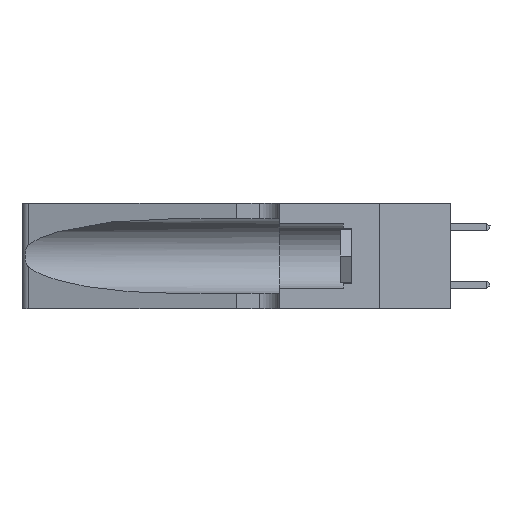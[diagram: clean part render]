
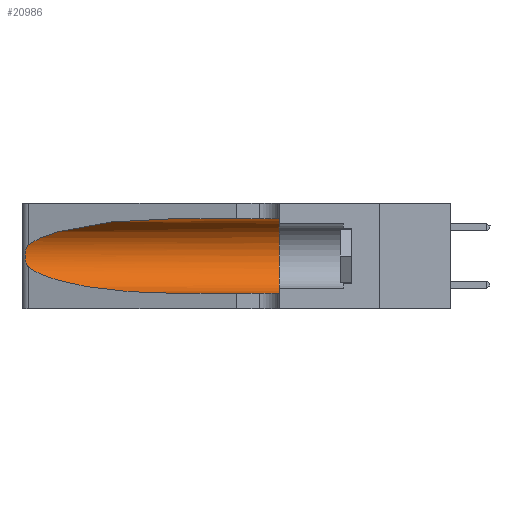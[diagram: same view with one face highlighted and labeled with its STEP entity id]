
A CAD part, left-side view. The second image highlights one B-rep face of the part: STEP entity #20986.
In plain terms, the highlighted cylindrical face has radius 3.308 mm (diameter 6.617 mm), a partial arc.
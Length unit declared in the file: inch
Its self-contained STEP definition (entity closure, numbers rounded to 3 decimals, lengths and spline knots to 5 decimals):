
#190 =( BOUNDED_CURVE ( )  B_SPLINE_CURVE ( 3, ( #22885, #9192, #17180, #20843 ),
 .UNSPECIFIED., .F., .F. ) 
 B_SPLINE_CURVE_WITH_KNOTS ( ( 4, 4 ),
 ( 3.44316, 4.71239 ),
 .UNSPECIFIED. ) 
 CURVE ( )  GEOMETRIC_REPRESENTATION_ITEM ( )  RATIONAL_B_SPLINE_CURVE ( ( 1., 0.87, 0.87, 1. ) ) 
 REPRESENTATION_ITEM ( '' )  );
#313 = CARTESIAN_POINT ( 'NONE',  ( 0.1305, 1.61858, 0.05475 ) ) ;
#387 = CARTESIAN_POINT ( 'NONE',  ( 0.25487, 1.22718, 0.22369 ) ) ;
#1276 = CARTESIAN_POINT ( 'NONE',  ( 0.25487, 1.22718, 0.14631 ) ) ;
#1540 = CARTESIAN_POINT ( 'NONE',  ( 0.1305, 0.35, 0.31525 ) ) ;
#1599 = CARTESIAN_POINT ( 'NONE',  ( 0.25789, 1.23486, 0.15765 ) ) ;
#1850 = CARTESIAN_POINT ( 'NONE',  ( 0.25487, 1.22718, 0.14631 ) ) ;
#1944 = DIRECTION ( 'NONE',  ( 0., -1., 0. ) ) ;
#2634 = VERTEX_POINT ( 'NONE', #3068 ) ;
#3044 = DIRECTION ( 'NONE',  ( 0., 0., 1. ) ) ;
#3068 = CARTESIAN_POINT ( 'NONE',  ( 0.1305, 0.72297, 0.31525 ) ) ;
#3292 = ORIENTED_EDGE ( 'NONE', *, *, #24904, .T. ) ;
#3631 = AXIS2_PLACEMENT_3D ( 'NONE', #20554, #18295, #24435 ) ;
#3647 = LINE ( 'NONE', #14215, #18731 ) ;
#3699 = CARTESIAN_POINT ( 'NONE',  ( 0.25854, 1.2359, 0.20912 ) ) ;
#4514 = VERTEX_POINT ( 'NONE', #10517 ) ;
#5153 = DIRECTION ( 'NONE',  ( 0., -1., 0. ) ) ;
#5285 = ORIENTED_EDGE ( 'NONE', *, *, #15341, .T. ) ;
#6763 = CARTESIAN_POINT ( 'NONE',  ( 0.1305, 0.35, 0.185 ) ) ;
#6840 = EDGE_CURVE ( 'NONE', #8901, #4514, #190, .T. ) ;
#7021 = ORIENTED_EDGE ( 'NONE', *, *, #25983, .F. ) ;
#7462 = FACE_OUTER_BOUND ( 'NONE', #16468, .T. ) ;
#7603 = CARTESIAN_POINT ( 'NONE',  ( 0.25639, 1.23184, 0.21858 ) ) ;
#8348 = CARTESIAN_POINT ( 'NONE',  ( 0.1305, 0.72297, 0.31525 ) ) ;
#8901 = VERTEX_POINT ( 'NONE', #1276 ) ;
#9192 = CARTESIAN_POINT ( 'NONE',  ( 0.2373, 1.15595, 0.08982 ) ) ;
#9499 = CARTESIAN_POINT ( 'NONE',  ( 0.26017, 1.23833, 0.17102 ) ) ;
#9764 = CARTESIAN_POINT ( 'NONE',  ( 0.25639, 1.23186, 0.15144 ) ) ;
#10406 = CARTESIAN_POINT ( 'NONE',  ( 0.18966, 0.96281, 0.31525 ) ) ;
#10517 = CARTESIAN_POINT ( 'NONE',  ( 0.1305, 0.72297, 0.05475 ) ) ;
#10864 = CARTESIAN_POINT ( 'NONE',  ( 0.25487, 1.22718, 0.22369 ) ) ;
#11602 = CARTESIAN_POINT ( 'NONE',  ( 0.26075, 1.23896, 0.19203 ) ) ;
#11978 = LINE ( 'NONE', #313, #15125 ) ;
#11985 = ORIENTED_EDGE ( 'NONE', *, *, #6840, .T. ) ;
#12175 = VERTEX_POINT ( 'NONE', #10864 ) ;
#12448 = CARTESIAN_POINT ( 'NONE',  ( 0.2373, 1.15595, 0.28018 ) ) ;
#12697 = CYLINDRICAL_SURFACE ( 'NONE', #3631, 0.13025 ) ;
#13620 = CARTESIAN_POINT ( 'NONE',  ( 0.26075, 1.23896, 0.178 ) ) ;
#13889 = CARTESIAN_POINT ( 'NONE',  ( 0.26018, 1.23835, 0.19895 ) ) ;
#14215 = CARTESIAN_POINT ( 'NONE',  ( 0.1305, 1.61858, 0.31525 ) ) ;
#14605 = VERTEX_POINT ( 'NONE', #1540 ) ;
#15125 = VECTOR ( 'NONE', #5153, 39.37008 ) ;
#15341 = EDGE_CURVE ( 'NONE', #4514, #15368, #11978, .T. ) ;
#15368 = VERTEX_POINT ( 'NONE', #25467 ) ;
#15658 = CARTESIAN_POINT ( 'NONE',  ( 0.25555, 1.22993, 0.14849 ) ) ;
#16143 = B_SPLINE_CURVE_WITH_KNOTS ( 'NONE', 3,
 ( #23734, #25937, #7603, #21614, #3699, #13889, #11602, #13620, #9499, #21807, #1599, #9764, #15658, #1850 ),
 .UNSPECIFIED., .F., .F.,
 ( 4, 2, 2, 2, 2, 2, 4 ),
 ( 0., 0.00027, 0.00053, 0.00107, 0.0016, 0.00187, 0.00214 ),
 .UNSPECIFIED. ) ;
#16391 = ORIENTED_EDGE ( 'NONE', *, *, #18273, .F. ) ;
#16468 = EDGE_LOOP ( 'NONE', ( #3292, #17869, #11985, #5285, #16391, #7021 ) ) ;
#17180 = CARTESIAN_POINT ( 'NONE',  ( 0.18966, 0.96281, 0.05475 ) ) ;
#17519 = CIRCLE ( 'NONE', #20222, 0.13025 ) ;
#17869 = ORIENTED_EDGE ( 'NONE', *, *, #25934, .T. ) ;
#18273 = EDGE_CURVE ( 'NONE', #14605, #15368, #17519, .T. ) ;
#18295 = DIRECTION ( 'NONE',  ( 0., -1., 0. ) ) ;
#18731 = VECTOR ( 'NONE', #1944, 39.37008 ) ;
#20222 = AXIS2_PLACEMENT_3D ( 'NONE', #6763, #24915, #3044 ) ;
#20554 = CARTESIAN_POINT ( 'NONE',  ( 0.1305, 1.61858, 0.185 ) ) ;
#20843 = CARTESIAN_POINT ( 'NONE',  ( 0.1305, 0.72297, 0.05475 ) ) ;
#20986 = ADVANCED_FACE ( 'NONE', ( #7462 ), #12697, .F. ) ;
#21614 = CARTESIAN_POINT ( 'NONE',  ( 0.25787, 1.23484, 0.2124 ) ) ;
#21807 = CARTESIAN_POINT ( 'NONE',  ( 0.25856, 1.23593, 0.16098 ) ) ;
#22095 =( BOUNDED_CURVE ( )  B_SPLINE_CURVE ( 3, ( #8348, #10406, #12448, #387 ),
 .UNSPECIFIED., .F., .F. ) 
 B_SPLINE_CURVE_WITH_KNOTS ( ( 4, 4 ),
 ( 1.5708, 2.84003 ),
 .UNSPECIFIED. ) 
 CURVE ( )  GEOMETRIC_REPRESENTATION_ITEM ( )  RATIONAL_B_SPLINE_CURVE ( ( 1., 0.87, 0.87, 1. ) ) 
 REPRESENTATION_ITEM ( '' )  );
#22885 = CARTESIAN_POINT ( 'NONE',  ( 0.25487, 1.22718, 0.14631 ) ) ;
#23734 = CARTESIAN_POINT ( 'NONE',  ( 0.25487, 1.22718, 0.22369 ) ) ;
#24435 = DIRECTION ( 'NONE',  ( 0., 0., -1. ) ) ;
#24904 = EDGE_CURVE ( 'NONE', #2634, #12175, #22095, .T. ) ;
#24915 = DIRECTION ( 'NONE',  ( 0., 1., 0. ) ) ;
#25467 = CARTESIAN_POINT ( 'NONE',  ( 0.1305, 0.35, 0.05475 ) ) ;
#25934 = EDGE_CURVE ( 'NONE', #12175, #8901, #16143, .T. ) ;
#25937 = CARTESIAN_POINT ( 'NONE',  ( 0.25555, 1.22994, 0.2215 ) ) ;
#25983 = EDGE_CURVE ( 'NONE', #2634, #14605, #3647, .T. ) ;
